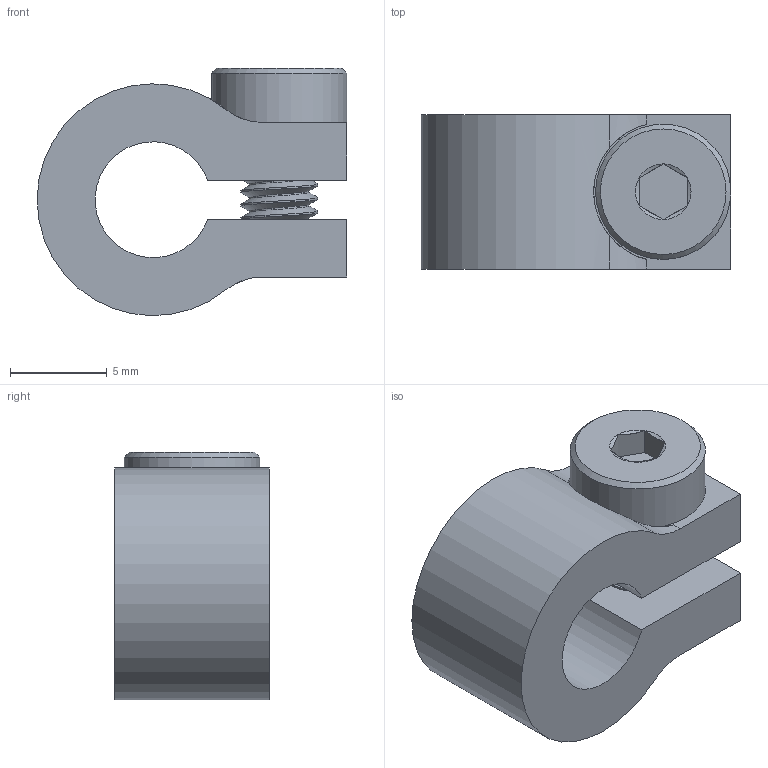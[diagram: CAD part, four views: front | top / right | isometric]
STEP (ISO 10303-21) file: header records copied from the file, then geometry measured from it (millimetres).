
FILE_DESCRIPTION( ( '' ), ' ' );
FILE_NAME( '5a2adff65214870eedd3ede7.step', '2017-12-08T18:54:46', ( '' ), ( '' ), ' ', ' ', ' ' );
FILE_SCHEMA( ( 'AUTOMOTIVE_DESIGN { 1 0 10303 214 1 1 1 1 }' ) );
Length unit declared in the file: metre
Products named in the file (25): Assem1; 2905-0006-0008; 2804-0004-0008
Assembly tree (24 placements, depth 2):
  Assem1
    2905-0006-0008
    2804-0004-0008
    2804-0004-0008
    2804-0004-0008
    2804-0004-0008
    2804-0004-0008
    2804-0004-0008
    2804-0004-0008
    2804-0004-0008
    2804-0004-0008
    2804-0004-0008
    2804-0004-0008
    2804-0004-0008
    2804-0004-0008
    2804-0004-0008
    2804-0004-0008
    2804-0004-0008
    2804-0004-0008
    2804-0004-0008
    2804-0004-0008
    2804-0004-0008
    2804-0004-0008
    2804-0004-0008
    2804-0004-0008
Bounding box: 16.03 x 8 x 12.8 mm (x, y, z)
Volume: 783.3 mm3; surface area: 1179.2 mm2
Topology: 1 solids, 24 shells, 42 faces, 355 edges, 334 vertices
Faces by surface type: plane 18, cylinder 12, cone 8, bspline 4
Full cylindrical faces by diameter (mm): 4 x1, 7 x1
Entity records: 6530 total; most frequent: CARTESIAN_POINT 3910, ORIENTED_EDGE 440, EDGE_CURVE 350, VERTEX_POINT 333, DIRECTION 277, AXIS2_PLACEMENT_3D 114, EDGE_LOOP 51, CIRCLE 51
